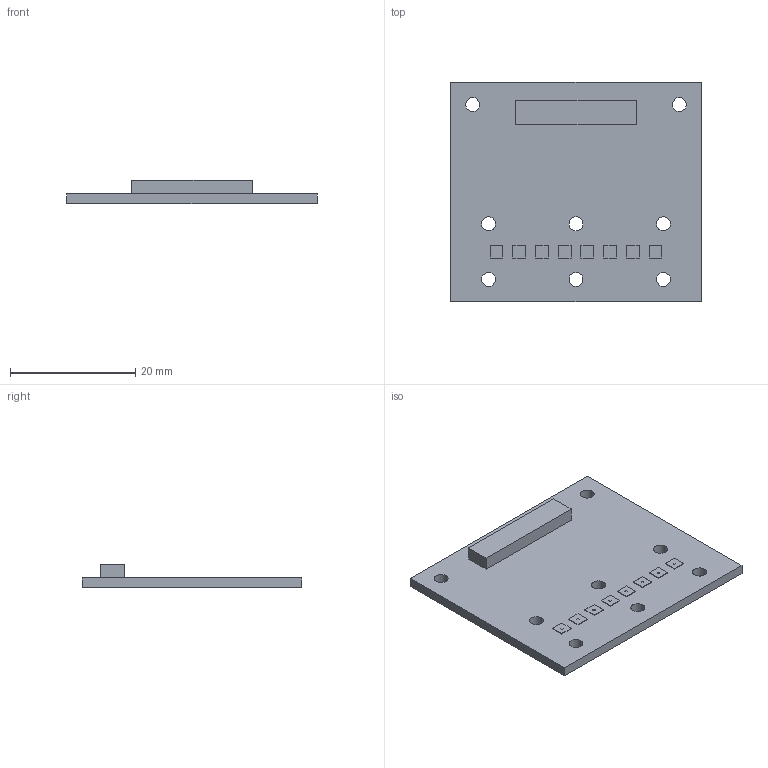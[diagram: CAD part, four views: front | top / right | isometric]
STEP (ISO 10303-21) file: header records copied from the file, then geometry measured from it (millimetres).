
FILE_DESCRIPTION(/* description */ (''),/* implementation_level */ '2;1');
FILE_NAME(/* name */ 'opjpcbprintheadV5 v3.step',/* time_stamp */ '2022-06-19T15:34:13-05:00',/* author */ (''),/* organization */ (''),/* preprocessor_version */ 'ST-DEVELOPER v19',/* originating_system */ 'Autodesk Translation Framework v11.7.0.108',/* authorisation */ '');
FILE_SCHEMA (('AUTOMOTIVE_DESIGN { 1 0 10303 214 3 1 1 }'));
Length unit declared in the file: millimetre
Products named in the file (6): opjpcbprintheadV5; opjpcbprintheadV5_1; Board; Packages; CON16; OPJGASGUN
Assembly tree (12 placements, depth 4):
  opjpcbprintheadV5
    opjpcbprintheadV5_1
      Board
      Packages
        CON16
        OPJGASGUN  x8
Bounding box: 40 x 35 x 3.74 mm (x, y, z)
Volume: 2299.6 mm3; surface area: 3453.1 mm2
Topology: 10 solids, 10 shells, 92 faces, 216 edges, 144 vertices
Faces by surface type: plane 60, cylinder 32
Full cylindrical faces by diameter (mm): 0.4 x8, 0.914 x16, 2.23 x8
Entity records: 1958 total; most frequent: DIRECTION 334, CARTESIAN_POINT 289, ORIENTED_EDGE 264, AXIS2_PLACEMENT_3D 133, EDGE_CURVE 132, EDGE_LOOP 114, VERTEX_POINT 88, LINE 68
